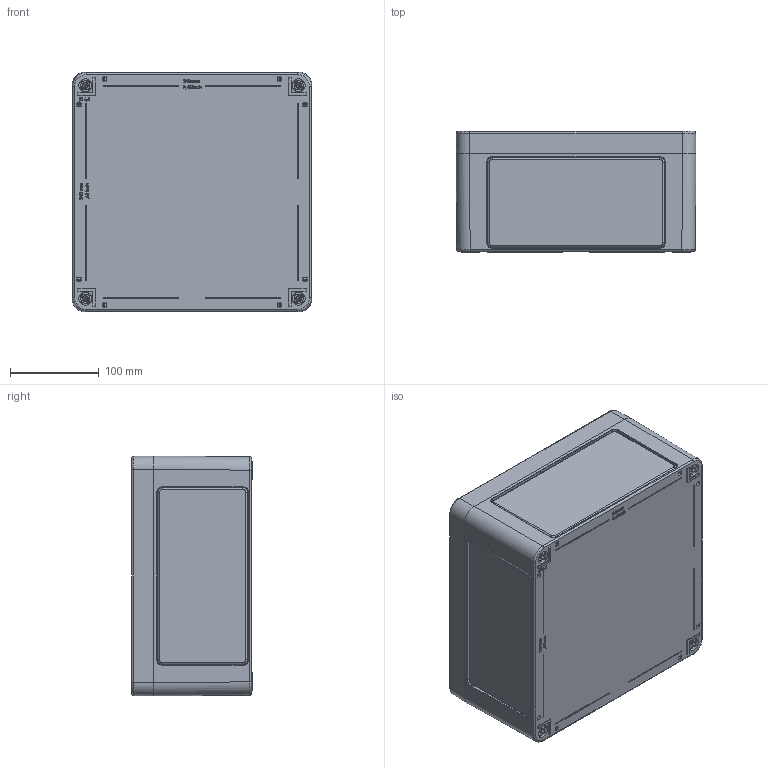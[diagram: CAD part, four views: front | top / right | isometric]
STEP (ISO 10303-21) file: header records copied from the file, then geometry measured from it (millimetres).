
FILE_DESCRIPTION (( 'STEP AP214' ), '1' );
FILE_NAME ('26140200.STEP', '2022-03-03T09:56:55', ( '' ), ( '' ), 'SwSTEP 2.0', 'SolidWorks 2020', '' );
FILE_SCHEMA (( 'AUTOMOTIVE_DESIGN' ));
Length unit declared in the file: millimetre
Products named in the file (12): 26140200; 39511; 94074_Vorspannung; 39029; 39503; 82304; 39504; 39509; 39021; 92684; 39008; 39027
Assembly tree (40 placements, depth 2):
  26140200
    39504
    82304
    39021  x4
    94074_Vorspannung  x4
    39008  x4
    39509  x8
    39503
    39027  x4
    39511  x4
    39029  x8
    92684
Bounding box: 270 x 136 x 270 mm (x, y, z)
Volume: 1709662.2 mm3; surface area: 860241.9 mm2
Topology: 40 solids, 40 shells, 4461 faces, 11233 edges, 6904 vertices
Faces by surface type: plane 1756, cylinder 1266, bspline 847, cone 284, torus 240, sphere 68
Full cylindrical faces by diameter (mm): 2.5 x4, 3.5 x1, 8 x4, 8.1 x8, 12.5 x8, 14 x4, 15.2 x4, 19.4 x4, 20.4 x4, 25 x4
Entity records: 118044 total; most frequent: CARTESIAN_POINT 54784, ORIENTED_EDGE 14476, DIRECTION 10846, EDGE_CURVE 7238, VERTEX_POINT 4521, AXIS2_PLACEMENT_3D 3728, LINE 3390, VECTOR 3390
